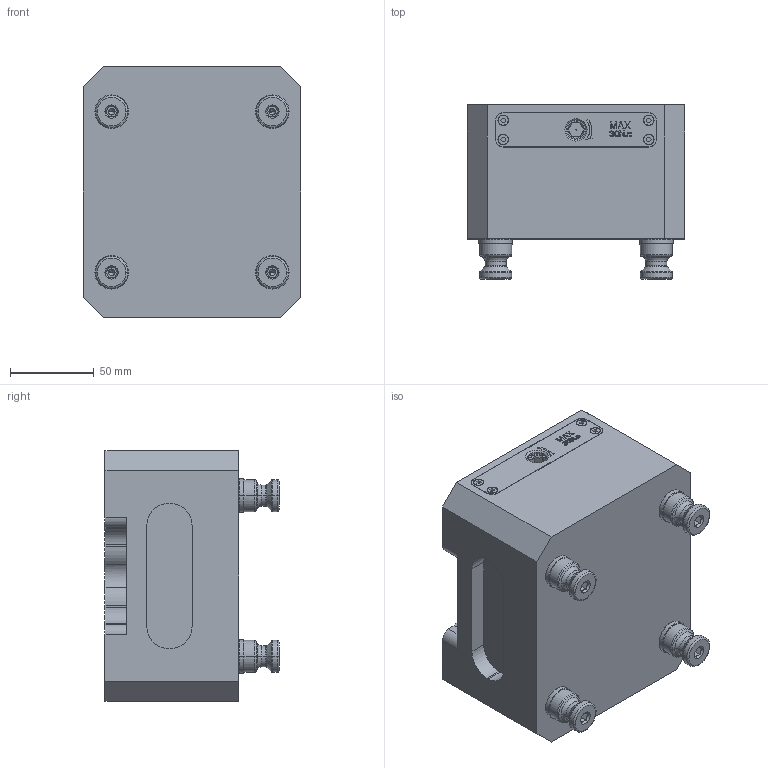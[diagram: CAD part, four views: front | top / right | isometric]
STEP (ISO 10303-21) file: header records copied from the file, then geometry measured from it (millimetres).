
FILE_DESCRIPTION((''),'2;1');
FILE_NAME('SC96-80L_ASM','2024-09-27T',('Administrator'),(''),'PRO/ENGINEER BY PARAMETRIC TECHNOLOGY CORPORATION, 2009360','PRO/ENGINEER BY PARAMETRIC TECHNOLOGY CORPORATION, 2009360','');
FILE_SCHEMA(('CONFIG_CONTROL_DESIGN'));
Length unit declared in the file: millimetre
Products named in the file (3): SK96-80L; LD1620; SC96-80L_ASM
Assembly tree (5 placements, depth 2):
  SC96-80L_ASM
    SK96-80L
    LD1620  x4
Bounding box: 130 x 104 x 150 mm (x, y, z)
Volume: 1441703.6 mm3; surface area: 115549.1 mm2
Topology: 5 solids, 11 shells, 1023 faces, 2792 edges, 1863 vertices
Faces by surface type: plane 615, cylinder 204, cone 142, torus 62
Entity records: 27615 total; most frequent: CARTESIAN_POINT 5242, ORIENTED_EDGE 4688, DIRECTION 4576, EDGE_CURVE 2344, VECTOR 1720, LINE 1720, VERTEX_POINT 1569, AXIS2_PLACEMENT_3D 1428
